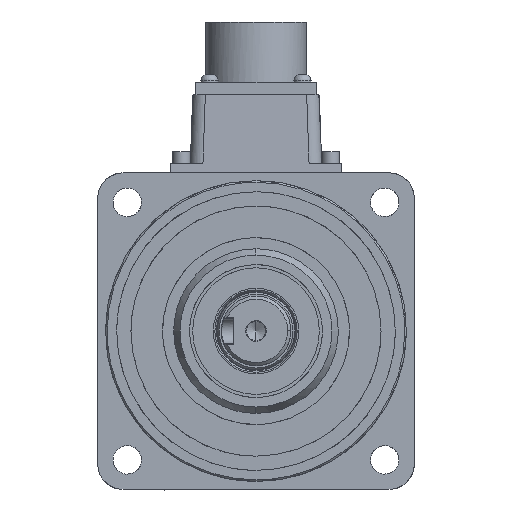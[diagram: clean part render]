
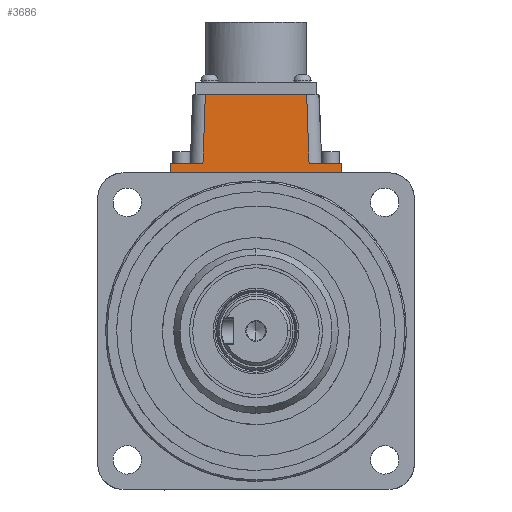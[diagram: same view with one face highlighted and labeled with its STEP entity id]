
A CAD part, top view. The second image highlights one B-rep face of the part: STEP entity #3686.
In plain terms, the highlighted planar face has unit normal (0, 0.035, 0.999).
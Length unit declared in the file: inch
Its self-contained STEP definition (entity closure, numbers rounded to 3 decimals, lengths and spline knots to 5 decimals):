
#144 = ORIENTED_EDGE ( 'NONE', *, *, #15973, .F. ) ;
#171 = ORIENTED_EDGE ( 'NONE', *, *, #6918, .F. ) ;
#321 = DIRECTION ( 'NONE',  ( 1., 0., 0. ) ) ;
#325 = EDGE_CURVE ( 'NONE', #12143, #3982, #21455, .T. ) ;
#907 = CARTESIAN_POINT ( 'NONE',  ( -1.06299, 1.95669, -0.20362 ) ) ;
#1118 = ORIENTED_EDGE ( 'NONE', *, *, #13221, .F. ) ;
#1566 = ORIENTED_EDGE ( 'NONE', *, *, #5839, .F. ) ;
#1712 = CARTESIAN_POINT ( 'NONE',  ( 0., 2.94094, -0.23799 ) ) ;
#2070 = CARTESIAN_POINT ( 'NONE',  ( 0.63002, 2.94094, -0.23799 ) ) ;
#2432 = ORIENTED_EDGE ( 'NONE', *, *, #5852, .T. ) ;
#2627 = CARTESIAN_POINT ( 'NONE',  ( 0., 2.09449, -0.20843 ) ) ;
#2772 = VECTOR ( 'NONE', #21568, 39.37008 ) ;
#3460 = LINE ( 'NONE', #1712, #22874 ) ;
#3686 = ADVANCED_FACE ( 'NONE', ( #4103 ), #18595, .F. ) ;
#3982 = VERTEX_POINT ( 'NONE', #20997 ) ;
#4103 = FACE_OUTER_BOUND ( 'NONE', #9452, .T. ) ;
#4325 = DIRECTION ( 'NONE',  ( 0., -0.999, 0.035 ) ) ;
#4780 = ORIENTED_EDGE ( 'NONE', *, *, #325, .T. ) ;
#5082 = VERTEX_POINT ( 'NONE', #12481 ) ;
#5684 = CARTESIAN_POINT ( 'NONE',  ( 1.06299, 1.95669, -0.20362 ) ) ;
#5839 = EDGE_CURVE ( 'NONE', #5082, #13487, #3460, .T. ) ;
#5852 = EDGE_CURVE ( 'NONE', #22326, #12143, #10880, .T. ) ;
#6235 = VECTOR ( 'NONE', #11219, 39.37008 ) ;
#6901 = DIRECTION ( 'NONE',  ( 0.035, 0.999, -0.035 ) ) ;
#6918 = EDGE_CURVE ( 'NONE', #16046, #5082, #13875, .T. ) ;
#7329 = VECTOR ( 'NONE', #6901, 39.37008 ) ;
#7473 = VECTOR ( 'NONE', #16936, 39.37008 ) ;
#7558 = CARTESIAN_POINT ( 'NONE',  ( 0.63002, 2.94094, -0.23799 ) ) ;
#7737 = LINE ( 'NONE', #2627, #6235 ) ;
#7744 = CARTESIAN_POINT ( 'NONE',  ( 0., 1.95669, -0.20362 ) ) ;
#8431 = VECTOR ( 'NONE', #321, 39.37008 ) ;
#8799 = DIRECTION ( 'NONE',  ( 1., 0., 0. ) ) ;
#8877 = CARTESIAN_POINT ( 'NONE',  ( -1.05818, 2.09449, -0.20843 ) ) ;
#9452 = EDGE_LOOP ( 'NONE', ( #17892, #144, #1566, #171, #1118, #14086, #2432, #4780 ) ) ;
#9862 = CARTESIAN_POINT ( 'NONE',  ( -0.65958, 2.09449, -0.20843 ) ) ;
#10065 = EDGE_CURVE ( 'NONE', #21641, #3982, #7737, .T. ) ;
#10252 = VERTEX_POINT ( 'NONE', #8877 ) ;
#10880 = LINE ( 'NONE', #7744, #8431 ) ;
#11038 = LINE ( 'NONE', #7558, #14179 ) ;
#11097 = EDGE_CURVE ( 'NONE', #22326, #10252, #13538, .T. ) ;
#11171 = DIRECTION ( 'NONE',  ( 0., -0.035, -0.999 ) ) ;
#11219 = DIRECTION ( 'NONE',  ( 1., 0., 0. ) ) ;
#11371 = CARTESIAN_POINT ( 'NONE',  ( 0., 2.09449, -0.20843 ) ) ;
#11717 = LINE ( 'NONE', #11371, #7473 ) ;
#11740 = AXIS2_PLACEMENT_3D ( 'NONE', #14662, #11171, #4325 ) ;
#12143 = VERTEX_POINT ( 'NONE', #19938 ) ;
#12481 = CARTESIAN_POINT ( 'NONE',  ( -0.63002, 2.94094, -0.23799 ) ) ;
#13221 = EDGE_CURVE ( 'NONE', #10252, #16046, #11717, .T. ) ;
#13487 = VERTEX_POINT ( 'NONE', #2070 ) ;
#13538 = LINE ( 'NONE', #22682, #18900 ) ;
#13875 = LINE ( 'NONE', #17807, #7329 ) ;
#14086 = ORIENTED_EDGE ( 'NONE', *, *, #11097, .F. ) ;
#14179 = VECTOR ( 'NONE', #21812, 39.37008 ) ;
#14662 = CARTESIAN_POINT ( 'NONE',  ( 0., 2.44882, -0.22081 ) ) ;
#15973 = EDGE_CURVE ( 'NONE', #13487, #21641, #11038, .T. ) ;
#16046 = VERTEX_POINT ( 'NONE', #9862 ) ;
#16936 = DIRECTION ( 'NONE',  ( 1., 0., 0. ) ) ;
#17807 = CARTESIAN_POINT ( 'NONE',  ( -0.65958, 2.09449, -0.20843 ) ) ;
#17892 = ORIENTED_EDGE ( 'NONE', *, *, #10065, .F. ) ;
#18595 = PLANE ( 'NONE',  #11740 ) ;
#18900 = VECTOR ( 'NONE', #22572, 39.37008 ) ;
#19938 = CARTESIAN_POINT ( 'NONE',  ( 1.06299, 1.95669, -0.20362 ) ) ;
#20997 = CARTESIAN_POINT ( 'NONE',  ( 1.05818, 2.09449, -0.20843 ) ) ;
#21455 = LINE ( 'NONE', #5684, #2772 ) ;
#21568 = DIRECTION ( 'NONE',  ( -0.035, 0.999, -0.035 ) ) ;
#21641 = VERTEX_POINT ( 'NONE', #22730 ) ;
#21812 = DIRECTION ( 'NONE',  ( 0.035, -0.999, 0.035 ) ) ;
#22326 = VERTEX_POINT ( 'NONE', #907 ) ;
#22572 = DIRECTION ( 'NONE',  ( 0.035, 0.999, -0.035 ) ) ;
#22682 = CARTESIAN_POINT ( 'NONE',  ( -1.06299, 1.95669, -0.20362 ) ) ;
#22730 = CARTESIAN_POINT ( 'NONE',  ( 0.65958, 2.09449, -0.20843 ) ) ;
#22874 = VECTOR ( 'NONE', #8799, 39.37008 ) ;
